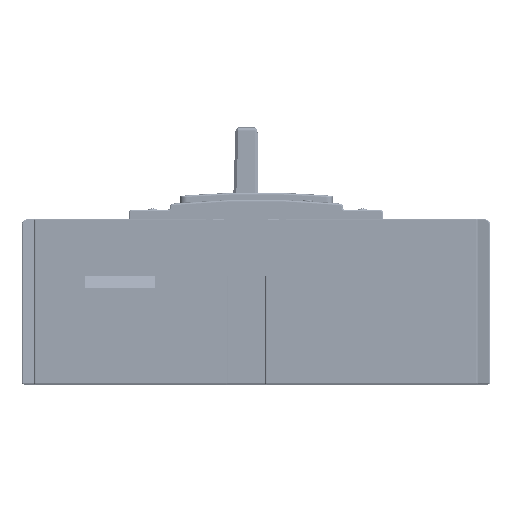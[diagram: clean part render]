
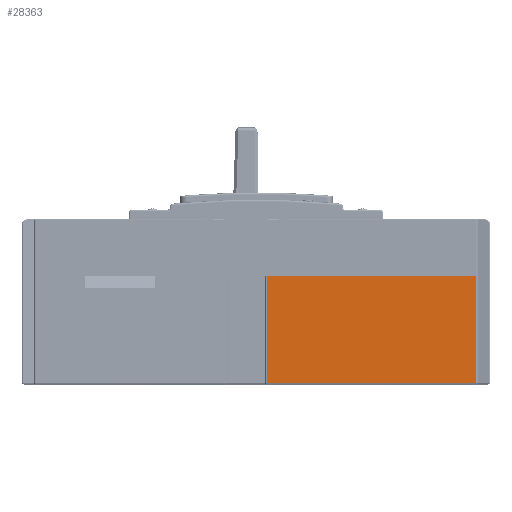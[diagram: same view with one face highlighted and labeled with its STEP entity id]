
A CAD part, front view. The second image highlights one B-rep face of the part: STEP entity #28363.
In plain terms, the highlighted planar face has unit normal (0, -1, 0).
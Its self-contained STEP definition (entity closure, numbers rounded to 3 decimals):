
#3996=FACE_OUTER_BOUND('',#39166,.T.);
#12963=LINE('',#252714,#22161);
#12978=LINE('',#252760,#22176);
#12979=LINE('',#252762,#22177);
#12980=LINE('',#252764,#22178);
#22161=VECTOR('',#118145,1.);
#22176=VECTOR('',#118180,1.);
#22177=VECTOR('',#118181,1.);
#22178=VECTOR('',#118182,1.);
#28363=ADVANCED_FACE('',(#3996),#32330,.F.);
#32330=PLANE('',#98883);
#39166=EDGE_LOOP('',(#61882,#61883,#61884,#61885));
#61882=ORIENTED_EDGE('',*,*,#88574,.F.);
#61883=ORIENTED_EDGE('',*,*,#88597,.T.);
#61884=ORIENTED_EDGE('',*,*,#88598,.T.);
#61885=ORIENTED_EDGE('',*,*,#88599,.F.);
#76847=VERTEX_POINT('',#252713);
#76848=VERTEX_POINT('',#252715);
#76869=VERTEX_POINT('',#252761);
#76870=VERTEX_POINT('',#252763);
#88574=EDGE_CURVE('',#76847,#76848,#12963,.T.);
#88597=EDGE_CURVE('',#76847,#76869,#12978,.T.);
#88598=EDGE_CURVE('',#76869,#76870,#12979,.T.);
#88599=EDGE_CURVE('',#76848,#76870,#12980,.T.);
#98883=AXIS2_PLACEMENT_3D('',#252765,#118183,#118184);
#118145=DIRECTION('',(1.,0.,0.));
#118180=DIRECTION('',(0.,0.,-1.));
#118181=DIRECTION('',(1.,0.,0.));
#118182=DIRECTION('',(0.,0.,-1.));
#118183=DIRECTION('',(0.,1.,0.));
#118184=DIRECTION('',(0.,0.,1.));
#252713=CARTESIAN_POINT('',(-10.811,-337.3,60.9));
#252714=CARTESIAN_POINT('',(120.239,-337.3,60.9));
#252715=CARTESIAN_POINT('',(112.739,-337.3,60.9));
#252760=CARTESIAN_POINT('',(-10.811,-337.3,61.2));
#252761=CARTESIAN_POINT('',(-10.811,-337.3,-2.1));
#252762=CARTESIAN_POINT('',(120.239,-337.3,-2.1));
#252763=CARTESIAN_POINT('',(112.739,-337.3,-2.1));
#252764=CARTESIAN_POINT('',(112.739,-337.3,61.2));
#252765=CARTESIAN_POINT('',(120.239,-337.3,60.9));
